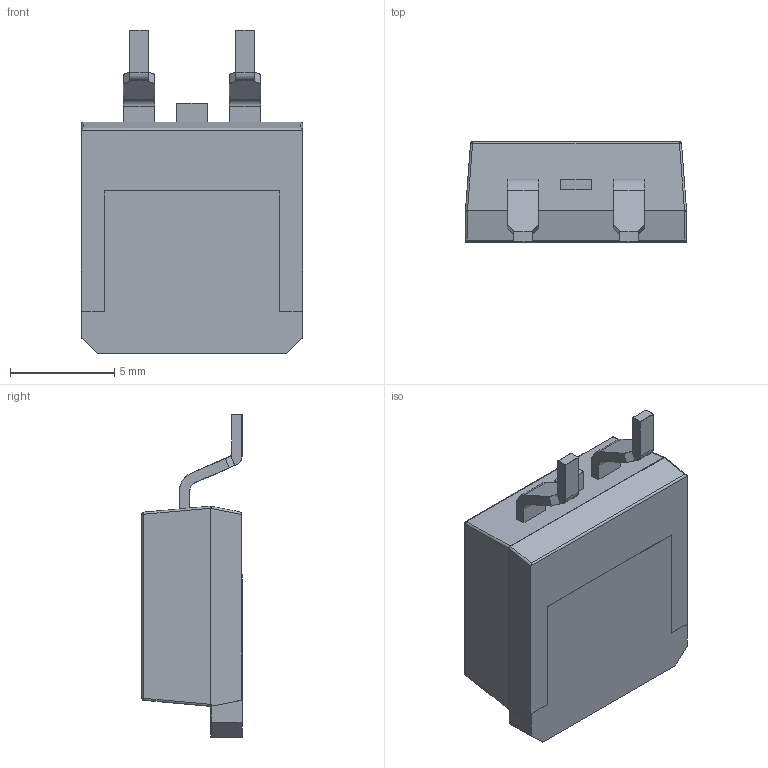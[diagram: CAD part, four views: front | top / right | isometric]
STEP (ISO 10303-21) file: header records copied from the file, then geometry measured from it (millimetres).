
FILE_DESCRIPTION (( 'STEP AP214' ), '1' );
FILE_NAME ('D2-PAK.STEP', '2019-03-11T17:00:40', ( '' ), ( '' ), 'SwSTEP 2.0', 'SolidWorks 2018', '' );
FILE_SCHEMA (( 'AUTOMOTIVE_DESIGN' ));
Length unit declared in the file: millimetre
Products named in the file (1): D2-PAK
Bounding box: 10.6 x 4.8 x 15.5 mm (x, y, z)
Volume: 498.3 mm3; surface area: 460 mm2
Topology: 1 solids, 1 shells, 627 faces, 1448 edges, 747 vertices
Faces by surface type: cylinder 256, plane 108, torus 98, sphere 90, bspline 75
Entity records: 20831 total; most frequent: CARTESIAN_POINT 5592, DIRECTION 2979, ORIENTED_EDGE 2720, EDGE_CURVE 1360, AXIS2_PLACEMENT_3D 1211, VERTEX_POINT 747, CIRCLE 658, EDGE_LOOP 639
